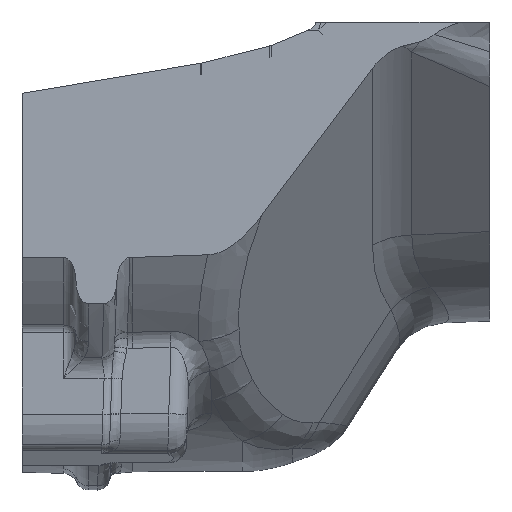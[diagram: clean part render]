
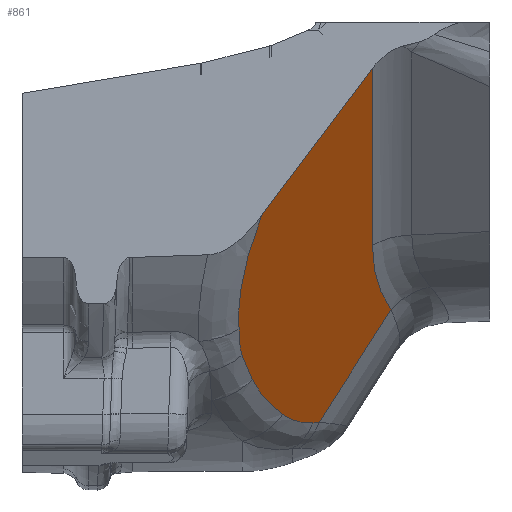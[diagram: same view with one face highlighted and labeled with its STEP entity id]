
A CAD part, top view. The second image highlights one B-rep face of the part: STEP entity #861.
In plain terms, the highlighted planar face has unit normal (0.665, -0.5, 0.555).
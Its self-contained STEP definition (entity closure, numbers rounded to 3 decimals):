
#428 = VERTEX_POINT('',#429);
#429 = CARTESIAN_POINT('',(-36.532,-60.978,50.));
#459 = EDGE_CURVE('',#460,#428,#462,.T.);
#460 = VERTEX_POINT('',#461);
#461 = CARTESIAN_POINT('',(-18.806,-37.418,50.));
#462 = LINE('',#463,#464);
#463 = CARTESIAN_POINT('',(-78.323,-116.522,50.));
#464 = VECTOR('',#465,1.);
#465 = DIRECTION('',(-0.601,-0.799,0.));
#842 = VERTEX_POINT('',#843);
#843 = CARTESIAN_POINT('',(-18.806,-65.841,24.408)
  );
#850 = EDGE_CURVE('',#842,#460,#851,.T.);
#851 = LINE('',#852,#853);
#852 = CARTESIAN_POINT('',(-18.806,-66.028,24.24)
  );
#853 = VECTOR('',#854,1.);
#854 = DIRECTION('',(0.,0.743,0.669)
  );
#861 = ADVANCED_FACE('',(#862),#1001,.T.);
#862 = FACE_BOUND('',#863,.T.);
#863 = EDGE_LOOP('',(#864,#881,#882,#883,#906,#935,#946,#966,#986,#995)
  );
#864 = ORIENTED_EDGE('',*,*,#865,.T.);
#865 = EDGE_CURVE('',#866,#842,#868,.T.);
#866 = VERTEX_POINT('',#867);
#867 = CARTESIAN_POINT('',(-15.819,-76.117,11.581)
  );
#868 = B_SPLINE_CURVE_WITH_KNOTS('',5,(#869,#870,#871,#872,#873,#874,
    #875,#876,#877,#878,#879,#880),.UNSPECIFIED.,.F.,.F.,(6,3,3,6),(
    0.,9.047,18.094,22.944),.UNSPECIFIED.);
#869 = CARTESIAN_POINT('',(-15.819,-76.117,11.581)
  );
#870 = CARTESIAN_POINT('',(-16.27,-75.502,12.675)
  );
#871 = CARTESIAN_POINT('',(-16.685,-74.846,13.761)
  );
#872 = CARTESIAN_POINT('',(-17.058,-74.152,14.832)
  );
#873 = CARTESIAN_POINT('',(-17.721,-72.689,16.943)
  );
#874 = CARTESIAN_POINT('',(-18.209,-71.069,18.986)
  );
#875 = CARTESIAN_POINT('',(-18.409,-70.22,19.99)
  );
#876 = CARTESIAN_POINT('',(-18.644,-68.854,21.501));
#877 = CARTESIAN_POINT('',(-18.764,-67.408,22.947));
#878 = CARTESIAN_POINT('',(-18.792,-66.895,23.443)
  );
#879 = CARTESIAN_POINT('',(-18.806,-66.372,23.93)
  );
#880 = CARTESIAN_POINT('',(-18.806,-65.841,24.408)
  );
#881 = ORIENTED_EDGE('',*,*,#850,.T.);
#882 = ORIENTED_EDGE('',*,*,#459,.T.);
#883 = ORIENTED_EDGE('',*,*,#884,.T.);
#884 = EDGE_CURVE('',#428,#885,#887,.T.);
#885 = VERTEX_POINT('',#886);
#886 = CARTESIAN_POINT('',(-40.229,-79.272,37.952));
#887 = B_SPLINE_CURVE_WITH_KNOTS('',5,(#888,#889,#890,#891,#892,#893,
    #894,#895,#896,#897,#898,#899,#900,#901,#902,#903,#904,#905),
  .UNSPECIFIED.,.F.,.F.,(6,3,3,3,3,6),(0.,4.914,
    19.052,30.251,39.003,43.508),
  .UNSPECIFIED.);
#888 = CARTESIAN_POINT('',(-33.19,-53.845,52.424)
  );
#889 = CARTESIAN_POINT('',(-33.515,-54.46,52.258)
  );
#890 = CARTESIAN_POINT('',(-33.833,-55.076,52.084));
#891 = CARTESIAN_POINT('',(-34.143,-55.692,51.9)
  );
#892 = CARTESIAN_POINT('',(-35.31,-58.072,51.153)
  );
#893 = CARTESIAN_POINT('',(-36.349,-60.434,50.271)
  );
#894 = CARTESIAN_POINT('',(-37.047,-62.172,49.54)
  );
#895 = CARTESIAN_POINT('',(-38.158,-65.256,48.094));
#896 = CARTESIAN_POINT('',(-39.008,-68.27,46.397)
  );
#897 = CARTESIAN_POINT('',(-39.33,-69.585,45.599)
  );
#898 = CARTESIAN_POINT('',(-39.806,-71.895,44.088));
#899 = CARTESIAN_POINT('',(-40.1,-74.128,42.43)
  );
#900 = CARTESIAN_POINT('',(-40.193,-75.088,41.677)
  );
#901 = CARTESIAN_POINT('',(-40.28,-76.518,40.493)
  );
#902 = CARTESIAN_POINT('',(-40.283,-77.899,39.253)
  );
#903 = CARTESIAN_POINT('',(-40.275,-78.363,38.826)
  );
#904 = CARTESIAN_POINT('',(-40.256,-78.82,38.392)
  );
#905 = CARTESIAN_POINT('',(-40.229,-79.272,37.952));
#906 = ORIENTED_EDGE('',*,*,#907,.T.);
#907 = EDGE_CURVE('',#885,#908,#910,.T.);
#908 = VERTEX_POINT('',#909);
#909 = CARTESIAN_POINT('',(-39.744,-83.477,33.586)
  );
#910 = B_SPLINE_CURVE_WITH_KNOTS('',5,(#911,#912,#913,#914,#915,#916,
    #917,#918,#919,#920,#921,#922,#923,#924,#925,#926,#927,#928,#929,
    #930,#931,#932,#933,#934),.UNSPECIFIED.,.F.,.F.,(6,3,3,3,3,3,3,6),(
    0.,0.856,1.761,2.345,4.195,
    5.593,6.963,9.345),.UNSPECIFIED.);
#911 = CARTESIAN_POINT('',(-40.229,-79.272,37.952));
#912 = CARTESIAN_POINT('',(-40.224,-79.353,37.872)
  );
#913 = CARTESIAN_POINT('',(-40.219,-79.434,37.794)
  );
#914 = CARTESIAN_POINT('',(-40.215,-79.511,37.72)
  );
#915 = CARTESIAN_POINT('',(-40.207,-79.67,37.567)
  );
#916 = CARTESIAN_POINT('',(-40.199,-79.829,37.416));
#917 = CARTESIAN_POINT('',(-40.197,-79.887,37.36));
#918 = CARTESIAN_POINT('',(-40.191,-80.023,37.23)
  );
#919 = CARTESIAN_POINT('',(-40.185,-80.159,37.101)
  );
#920 = CARTESIAN_POINT('',(-40.183,-80.212,37.051)
  );
#921 = CARTESIAN_POINT('',(-40.174,-80.432,36.841)
  );
#922 = CARTESIAN_POINT('',(-40.165,-80.649,36.635)
  );
#923 = CARTESIAN_POINT('',(-40.157,-80.814,36.478)
  );
#924 = CARTESIAN_POINT('',(-40.141,-81.111,36.191));
#925 = CARTESIAN_POINT('',(-40.12,-81.414,35.893)
  );
#926 = CARTESIAN_POINT('',(-40.109,-81.546,35.761)
  );
#927 = CARTESIAN_POINT('',(-40.085,-81.803,35.501)
  );
#928 = CARTESIAN_POINT('',(-40.054,-82.059,35.233)
  );
#929 = CARTESIAN_POINT('',(-40.037,-82.186,35.099)
  );
#930 = CARTESIAN_POINT('',(-39.984,-82.529,34.726)
  );
#931 = CARTESIAN_POINT('',(-39.915,-82.865,34.342));
#932 = CARTESIAN_POINT('',(-39.864,-83.073,34.093));
#933 = CARTESIAN_POINT('',(-39.807,-83.277,33.841)
  );
#934 = CARTESIAN_POINT('',(-39.744,-83.477,33.586)
  );
#935 = ORIENTED_EDGE('',*,*,#936,.T.);
#936 = EDGE_CURVE('',#908,#937,#939,.T.);
#937 = VERTEX_POINT('',#938);
#938 = CARTESIAN_POINT('',(-38.08,-87.402,28.061)
  );
#939 = B_SPLINE_CURVE_WITH_KNOTS('',5,(#940,#941,#942,#943,#944,#945),
  .UNSPECIFIED.,.F.,.F.,(6,6),(0.,10.271),
  .PIECEWISE_BEZIER_KNOTS.);
#940 = CARTESIAN_POINT('',(-39.744,-83.477,33.586)
  );
#941 = CARTESIAN_POINT('',(-39.478,-84.322,32.506)
  );
#942 = CARTESIAN_POINT('',(-39.17,-85.136,31.406)
  );
#943 = CARTESIAN_POINT('',(-38.843,-85.895,30.33));
#944 = CARTESIAN_POINT('',(-38.474,-86.659,29.201)
  );
#945 = CARTESIAN_POINT('',(-38.08,-87.402,28.061)
  );
#946 = ORIENTED_EDGE('',*,*,#947,.T.);
#947 = EDGE_CURVE('',#937,#948,#950,.T.);
#948 = VERTEX_POINT('',#949);
#949 = CARTESIAN_POINT('',(-33.19,-92.938,17.224)
  );
#950 = B_SPLINE_CURVE_WITH_KNOTS('',5,(#951,#952,#953,#954,#955,#956,
    #957,#958,#959,#960,#961,#962,#963,#964,#965),.UNSPECIFIED.,.F.,.F.,
  (6,3,3,3,6),(0.,4.636,9.377,14.229,
    18.601),.UNSPECIFIED.);
#951 = CARTESIAN_POINT('',(-38.08,-87.402,28.061)
  );
#952 = CARTESIAN_POINT('',(-37.899,-87.743,27.536)
  );
#953 = CARTESIAN_POINT('',(-37.709,-88.077,27.008)
  );
#954 = CARTESIAN_POINT('',(-37.51,-88.403,26.477));
#955 = CARTESIAN_POINT('',(-37.092,-89.045,25.398));
#956 = CARTESIAN_POINT('',(-36.641,-89.654,24.31)
  );
#957 = CARTESIAN_POINT('',(-36.405,-89.952,23.76));
#958 = CARTESIAN_POINT('',(-35.91,-90.541,22.637)
  );
#959 = CARTESIAN_POINT('',(-35.383,-91.094,21.508)
  );
#960 = CARTESIAN_POINT('',(-35.109,-91.365,20.937)
  );
#961 = CARTESIAN_POINT('',(-34.574,-91.862,19.849)
  );
#962 = CARTESIAN_POINT('',(-34.016,-92.325,18.764));
#963 = CARTESIAN_POINT('',(-33.744,-92.538,18.247)
  );
#964 = CARTESIAN_POINT('',(-33.469,-92.742,17.735)
  );
#965 = CARTESIAN_POINT('',(-33.19,-92.938,17.224)
  );
#966 = ORIENTED_EDGE('',*,*,#967,.T.);
#967 = EDGE_CURVE('',#948,#968,#970,.T.);
#968 = VERTEX_POINT('',#969);
#969 = CARTESIAN_POINT('',(-28.348,-94.298,10.204)
  );
#970 = B_SPLINE_CURVE_WITH_KNOTS('',5,(#971,#972,#973,#974,#975,#976,
    #977,#978,#979,#980,#981,#982,#983,#984,#985),.UNSPECIFIED.,.F.,.F.,
  (6,3,3,3,6),(0.,3.349,8.056,10.958,
    12.314),.UNSPECIFIED.);
#971 = CARTESIAN_POINT('',(-33.19,-92.938,17.224)
  );
#972 = CARTESIAN_POINT('',(-32.965,-93.097,16.812));
#973 = CARTESIAN_POINT('',(-32.735,-93.245,16.402)
  );
#974 = CARTESIAN_POINT('',(-32.497,-93.384,15.993)
  );
#975 = CARTESIAN_POINT('',(-31.917,-93.691,15.022)
  );
#976 = CARTESIAN_POINT('',(-31.305,-93.933,14.072)
  );
#977 = CARTESIAN_POINT('',(-30.938,-94.05,13.527)
  );
#978 = CARTESIAN_POINT('',(-30.329,-94.202,12.661)
  );
#979 = CARTESIAN_POINT('',(-29.695,-94.286,11.826)
  );
#980 = CARTESIAN_POINT('',(-29.448,-94.308,11.511)
  );
#981 = CARTESIAN_POINT('',(-29.083,-94.325,11.059)
  );
#982 = CARTESIAN_POINT('',(-28.709,-94.319,10.618)
  );
#983 = CARTESIAN_POINT('',(-28.59,-94.315,10.478)
  );
#984 = CARTESIAN_POINT('',(-28.469,-94.308,10.34)
  );
#985 = CARTESIAN_POINT('',(-28.348,-94.298,10.204)
  );
#986 = ORIENTED_EDGE('',*,*,#987,.T.);
#987 = EDGE_CURVE('',#968,#988,#990,.T.);
#988 = VERTEX_POINT('',#989);
#989 = CARTESIAN_POINT('',(-27.359,-94.209,9.101)
  );
#990 = B_SPLINE_CURVE_WITH_KNOTS('',3,(#991,#992,#993,#994),
  .UNSPECIFIED.,.F.,.F.,(4,4),(0.097,1.644),
  .PIECEWISE_BEZIER_KNOTS.);
#991 = CARTESIAN_POINT('',(-28.348,-94.298,10.204)
  );
#992 = CARTESIAN_POINT('',(-28.02,-94.273,9.834)
  );
#993 = CARTESIAN_POINT('',(-27.69,-94.243,9.467));
#994 = CARTESIAN_POINT('',(-27.359,-94.209,9.101)
  );
#995 = ORIENTED_EDGE('',*,*,#996,.F.);
#996 = EDGE_CURVE('',#866,#988,#997,.T.);
#997 = LINE('',#998,#999);
#998 = CARTESIAN_POINT('',(-21.589,-85.163,10.341)
  );
#999 = VECTOR('',#1000,1.);
#1000 = DIRECTION('',(-0.534,-0.838,-0.115));
#1001 = PLANE('',#1002);
#1002 = AXIS2_PLACEMENT_3D('',#1003,#1004,#1005);
#1003 = CARTESIAN_POINT('',(2.674,-14.818,44.643)
  );
#1004 = DIRECTION('',(0.665,-0.5,0.555));
#1005 = DIRECTION('',(-0.747,-0.445,0.494));
